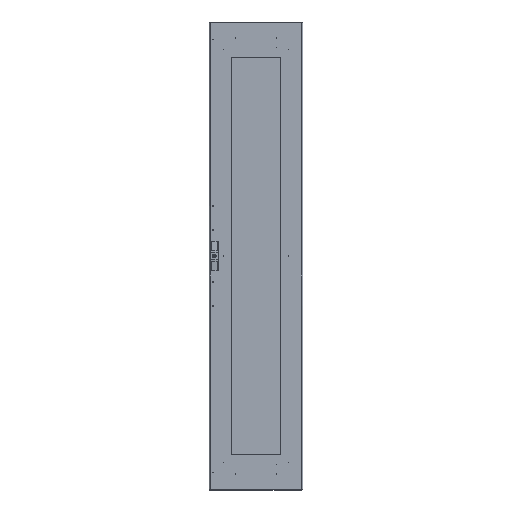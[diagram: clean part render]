
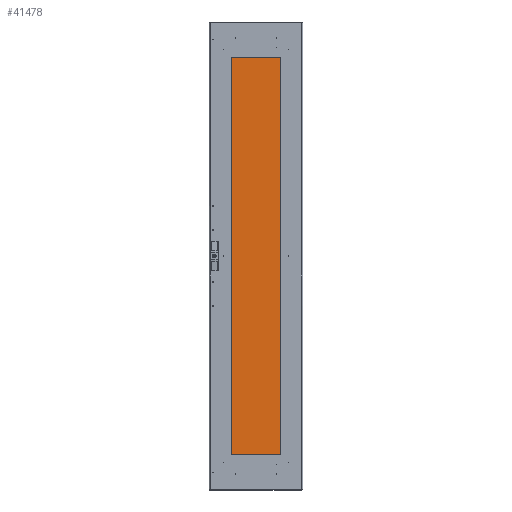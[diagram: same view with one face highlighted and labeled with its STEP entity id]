
A CAD part, top view. The second image highlights one B-rep face of the part: STEP entity #41478.
In plain terms, the highlighted planar face has unit normal (0, 0, 1).
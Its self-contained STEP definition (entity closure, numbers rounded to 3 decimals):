
#3053 = ORIENTED_EDGE ( 'NONE', *, *, #32613, .T. ) ;
#5366 = DIRECTION ( 'NONE',  ( -1., 0., 0. ) ) ;
#5466 = VECTOR ( 'NONE', #5366, 1000. ) ;
#5792 = CARTESIAN_POINT ( 'NONE',  ( 123.5, 866., 4. ) ) ;
#5872 = DIRECTION ( 'NONE',  ( 0., -1., 0. ) ) ;
#7093 = AXIS2_PLACEMENT_3D ( 'NONE', #26992, #27286, #10098 ) ;
#7197 = FACE_OUTER_BOUND ( 'NONE', #11311, .T. ) ;
#9286 = DIRECTION ( 'NONE',  ( 0., 1., 0. ) ) ;
#10098 = DIRECTION ( 'NONE',  ( 1., 0., 0. ) ) ;
#10254 = CARTESIAN_POINT ( 'NONE',  ( 123.5, 865., 4. ) ) ;
#10727 = CARTESIAN_POINT ( 'NONE',  ( -123.5, -865., 4. ) ) ;
#11311 = EDGE_LOOP ( 'NONE', ( #39428, #3053, #16575, #15830 ) ) ;
#11581 = VECTOR ( 'NONE', #17003, 1000. ) ;
#15830 = ORIENTED_EDGE ( 'NONE', *, *, #38607, .T. ) ;
#15855 = LINE ( 'NONE', #33315, #5466 ) ;
#16575 = ORIENTED_EDGE ( 'NONE', *, *, #33451, .T. ) ;
#17003 = DIRECTION ( 'NONE',  ( 1., 0., 0. ) ) ;
#20199 = CARTESIAN_POINT ( 'NONE',  ( 124.5, -865., 4. ) ) ;
#21028 = VECTOR ( 'NONE', #5872, 1000. ) ;
#22737 = CARTESIAN_POINT ( 'NONE',  ( -123.5, 865., 4. ) ) ;
#25192 = LINE ( 'NONE', #20199, #11581 ) ;
#26992 = CARTESIAN_POINT ( 'NONE',  ( 0., 0., 4. ) ) ;
#27286 = DIRECTION ( 'NONE',  ( 0., 0., 1. ) ) ;
#30631 = VERTEX_POINT ( 'NONE', #37248 ) ;
#30767 = PLANE ( 'NONE',  #7093 ) ;
#32613 = EDGE_CURVE ( 'NONE', #30631, #43780, #41958, .T. ) ;
#33315 = CARTESIAN_POINT ( 'NONE',  ( -124.5, 865., 4. ) ) ;
#33451 = EDGE_CURVE ( 'NONE', #43780, #40712, #15855, .T. ) ;
#35915 = VERTEX_POINT ( 'NONE', #10727 ) ;
#35978 = VECTOR ( 'NONE', #9286, 1000. ) ;
#37248 = CARTESIAN_POINT ( 'NONE',  ( 123.5, -865., 4. ) ) ;
#37760 = LINE ( 'NONE', #43754, #21028 ) ;
#38607 = EDGE_CURVE ( 'NONE', #40712, #35915, #37760, .T. ) ;
#39428 = ORIENTED_EDGE ( 'NONE', *, *, #40259, .T. ) ;
#40259 = EDGE_CURVE ( 'NONE', #35915, #30631, #25192, .T. ) ;
#40712 = VERTEX_POINT ( 'NONE', #22737 ) ;
#41478 = ADVANCED_FACE ( 'NONE', ( #7197 ), #30767, .T. ) ;
#41958 = LINE ( 'NONE', #5792, #35978 ) ;
#43754 = CARTESIAN_POINT ( 'NONE',  ( -123.5, -866., 4. ) ) ;
#43780 = VERTEX_POINT ( 'NONE', #10254 ) ;
